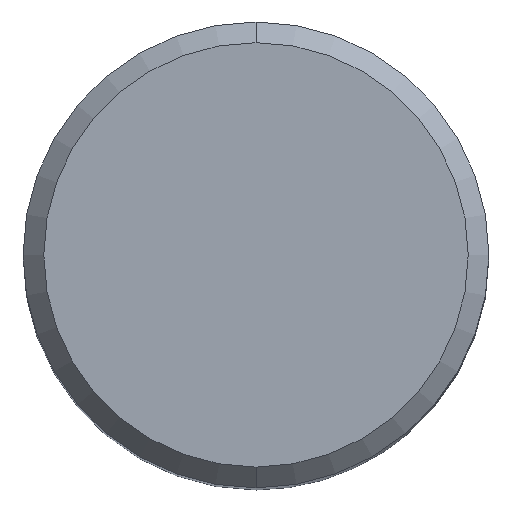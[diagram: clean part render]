
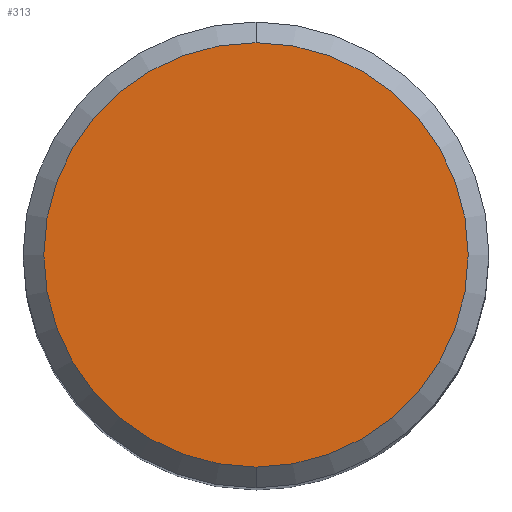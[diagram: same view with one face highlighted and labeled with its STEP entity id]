
A CAD part, top view. The second image highlights one B-rep face of the part: STEP entity #313.
In plain terms, the highlighted planar face has unit normal (0, 0, 1).
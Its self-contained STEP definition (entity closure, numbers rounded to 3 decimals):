
#313=ADVANCED_FACE('',(#869),#870,.T.);
#347=VERTEX_POINT('',#906);
#619=EDGE_CURVE('',#347,#723,#1202,.T.);
#723=VERTEX_POINT('',#1312);
#765=EDGE_CURVE('',#723,#347,#1361,.T.);
#869=FACE_OUTER_BOUND('',#1493,.T.);
#870=PLANE('',#1494);
#906=CARTESIAN_POINT('',(0.0,8.2,0.0));
#1202=CIRCLE('',#3074,8.2);
#1312=CARTESIAN_POINT('',(0.,-8.2,0.0));
#1361=CIRCLE('',#4448,8.2);
#1493=EDGE_LOOP('',(#5595,#5596));
#1494=AXIS2_PLACEMENT_3D('',#5597,#5598,#5599);
#3074=AXIS2_PLACEMENT_3D('',#5932,#5933,#5934);
#4448=AXIS2_PLACEMENT_3D('',#6113,#6114,#6115);
#5595=ORIENTED_EDGE('',*,*,#619,.F.);
#5596=ORIENTED_EDGE('',*,*,#765,.F.);
#5597=CARTESIAN_POINT('',(0.0,4.1,0.0));
#5598=DIRECTION('',(-0.0,0.0,1.0));
#5599=DIRECTION('',(0.0,-1.0,0.0));
#5932=CARTESIAN_POINT('',(0.0,0.0,0.0));
#5933=DIRECTION('',(0.0,0.0,-1.0));
#5934=DIRECTION('',(0.0,1.0,0.0));
#6113=CARTESIAN_POINT('',(0.0,0.0,0.0));
#6114=DIRECTION('',(0.0,0.0,-1.0));
#6115=DIRECTION('',(0.0,1.0,0.0));
